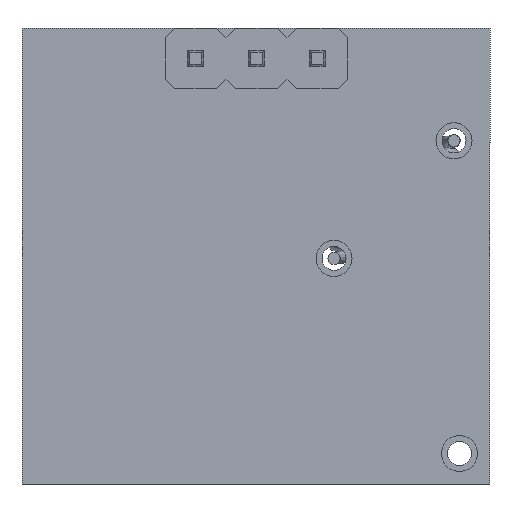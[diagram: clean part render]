
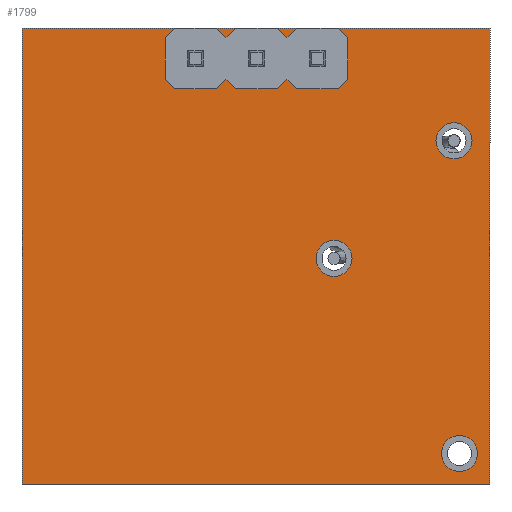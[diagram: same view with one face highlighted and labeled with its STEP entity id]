
A CAD part, front view. The second image highlights one B-rep face of the part: STEP entity #1799.
In plain terms, the highlighted planar face has unit normal (0, -1, 0).
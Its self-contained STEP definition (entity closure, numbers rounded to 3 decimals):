
#80 = CARTESIAN_POINT ( 'NONE',  ( 19.5, 0., 0. ) ) ;
#84 = CARTESIAN_POINT ( 'NONE',  ( 18.23, 0., -18.48 ) ) ;
#96 = CARTESIAN_POINT ( 'NONE',  ( 13., 0., -8.85 ) ) ;
#104 = CARTESIAN_POINT ( 'NONE',  ( 18.23, 0., -17.73 ) ) ;
#156 = CARTESIAN_POINT ( 'NONE',  ( 9.75, 0., -1.27 ) ) ;
#206 = EDGE_CURVE ( 'NONE', #4972, #5498, #5429, .T. ) ;
#323 = EDGE_LOOP ( 'NONE', ( #4218, #6298, #6296, #2278 ) ) ;
#437 = VERTEX_POINT ( 'NONE', #4521 ) ;
#474 = AXIS2_PLACEMENT_3D ( 'NONE', #5362, #1059, #4248 ) ;
#580 = CIRCLE ( 'NONE', #1418, 0.75 ) ;
#583 = ORIENTED_EDGE ( 'NONE', *, *, #6400, .T. ) ;
#777 = EDGE_LOOP ( 'NONE', ( #5249, #6482 ) ) ;
#779 = CARTESIAN_POINT ( 'NONE',  ( 18.23, 0., -17.73 ) ) ;
#794 = EDGE_LOOP ( 'NONE', ( #5649, #4867 ) ) ;
#826 = VERTEX_POINT ( 'NONE', #3577 ) ;
#947 = EDGE_CURVE ( 'NONE', #6545, #826, #5057, .T. ) ;
#1059 = DIRECTION ( 'NONE',  ( 0., 1., 0. ) ) ;
#1113 = CARTESIAN_POINT ( 'NONE',  ( 13., 0., -10.35 ) ) ;
#1194 = DIRECTION ( 'NONE',  ( 0., 0., 1. ) ) ;
#1211 = AXIS2_PLACEMENT_3D ( 'NONE', #3061, #4675, #5150 ) ;
#1269 = VERTEX_POINT ( 'NONE', #2749 ) ;
#1271 = LINE ( 'NONE', #4869, #4385 ) ;
#1277 = CARTESIAN_POINT ( 'NONE',  ( 12.29, 0., -2.02 ) ) ;
#1322 = ORIENTED_EDGE ( 'NONE', *, *, #2933, .T. ) ;
#1331 = AXIS2_PLACEMENT_3D ( 'NONE', #156, #5558, #3917 ) ;
#1375 = VECTOR ( 'NONE', #4394, 1000. ) ;
#1418 = AXIS2_PLACEMENT_3D ( 'NONE', #3491, #2906, #3001 ) ;
#1453 = CARTESIAN_POINT ( 'NONE',  ( 7.21, 0., -1.27 ) ) ;
#1587 = ORIENTED_EDGE ( 'NONE', *, *, #4493, .T. ) ;
#1619 = DIRECTION ( 'NONE',  ( 0., 1., 0. ) ) ;
#1757 = ORIENTED_EDGE ( 'NONE', *, *, #1895, .T. ) ;
#1799 = ADVANCED_FACE ( 'NONE', ( #5646, #2024, #4380, #3779, #6885, #5568, #3127 ), #4454, .F. ) ;
#1815 = CIRCLE ( 'NONE', #2506, 0.75 ) ;
#1855 = VERTEX_POINT ( 'NONE', #1277 ) ;
#1890 = LINE ( 'NONE', #80, #1375 ) ;
#1895 = EDGE_CURVE ( 'NONE', #5467, #1855, #580, .T. ) ;
#2024 = FACE_BOUND ( 'NONE', #777, .T. ) ;
#2034 = DIRECTION ( 'NONE',  ( 0., 0., 1. ) ) ;
#2056 = EDGE_CURVE ( 'NONE', #1855, #5467, #5311, .T. ) ;
#2278 = ORIENTED_EDGE ( 'NONE', *, *, #4116, .F. ) ;
#2341 = CIRCLE ( 'NONE', #5378, 0.75 ) ;
#2506 = AXIS2_PLACEMENT_3D ( 'NONE', #104, #1619, #4491 ) ;
#2547 = CARTESIAN_POINT ( 'NONE',  ( 13., 0., -9.6 ) ) ;
#2556 = VERTEX_POINT ( 'NONE', #3290 ) ;
#2605 = CIRCLE ( 'NONE', #4588, 0.75 ) ;
#2730 = DIRECTION ( 'NONE',  ( 0., 0., -1. ) ) ;
#2749 = CARTESIAN_POINT ( 'NONE',  ( 9.75, 0., -2.02 ) ) ;
#2772 = DIRECTION ( 'NONE',  ( 0., 1., 0. ) ) ;
#2867 = CIRCLE ( 'NONE', #1331, 0.75 ) ;
#2894 = EDGE_LOOP ( 'NONE', ( #583, #5904 ) ) ;
#2906 = DIRECTION ( 'NONE',  ( 0., 1., 0. ) ) ;
#2933 = EDGE_CURVE ( 'NONE', #2556, #4347, #6887, .T. ) ;
#3001 = DIRECTION ( 'NONE',  ( 0., 0., 1. ) ) ;
#3061 = CARTESIAN_POINT ( 'NONE',  ( 13., 0., -9.6 ) ) ;
#3100 = CARTESIAN_POINT ( 'NONE',  ( 12.29, 0., -0.52 ) ) ;
#3123 = CARTESIAN_POINT ( 'NONE',  ( 18., 0., -4.7 ) ) ;
#3127 = FACE_OUTER_BOUND ( 'NONE', #323, .T. ) ;
#3209 = VERTEX_POINT ( 'NONE', #3409 ) ;
#3250 = EDGE_CURVE ( 'NONE', #5498, #4972, #3416, .T. ) ;
#3275 = EDGE_CURVE ( 'NONE', #6234, #4865, #5841, .T. ) ;
#3290 = CARTESIAN_POINT ( 'NONE',  ( 18., 0., -5.45 ) ) ;
#3309 = DIRECTION ( 'NONE',  ( 0., 0., 1. ) ) ;
#3388 = CARTESIAN_POINT ( 'NONE',  ( 18.23, 0., -16.98 ) ) ;
#3409 = CARTESIAN_POINT ( 'NONE',  ( 0., 0., -19. ) ) ;
#3416 = CIRCLE ( 'NONE', #1211, 0.75 ) ;
#3491 = CARTESIAN_POINT ( 'NONE',  ( 12.29, 0., -1.27 ) ) ;
#3494 = CIRCLE ( 'NONE', #474, 0.75 ) ;
#3577 = CARTESIAN_POINT ( 'NONE',  ( 7.21, 0., -0.52 ) ) ;
#3581 = VECTOR ( 'NONE', #6725, 1000. ) ;
#3758 = AXIS2_PLACEMENT_3D ( 'NONE', #3123, #6837, #2034 ) ;
#3779 = FACE_BOUND ( 'NONE', #4353, .T. ) ;
#3824 = CARTESIAN_POINT ( 'NONE',  ( 18., 0., -3.95 ) ) ;
#3917 = DIRECTION ( 'NONE',  ( 0., 0., 1. ) ) ;
#3923 = DIRECTION ( 'NONE',  ( 0., 1., 0. ) ) ;
#3996 = DIRECTION ( 'NONE',  ( 0., 0., 1. ) ) ;
#4050 = DIRECTION ( 'NONE',  ( 0., 1., 0. ) ) ;
#4116 = EDGE_CURVE ( 'NONE', #4865, #437, #1890, .T. ) ;
#4189 = EDGE_CURVE ( 'NONE', #3209, #437, #1271, .T. ) ;
#4218 = ORIENTED_EDGE ( 'NONE', *, *, #3275, .F. ) ;
#4248 = DIRECTION ( 'NONE',  ( 0., 0., 1. ) ) ;
#4337 = VERTEX_POINT ( 'NONE', #84 ) ;
#4347 = VERTEX_POINT ( 'NONE', #3824 ) ;
#4353 = EDGE_LOOP ( 'NONE', ( #6962, #1587 ) ) ;
#4370 = DIRECTION ( 'NONE',  ( 0., 0., 1. ) ) ;
#4380 = FACE_BOUND ( 'NONE', #794, .T. ) ;
#4385 = VECTOR ( 'NONE', #6543, 1000. ) ;
#4394 = DIRECTION ( 'NONE',  ( 0., 0., -1. ) ) ;
#4454 = PLANE ( 'NONE',  #6224 ) ;
#4491 = DIRECTION ( 'NONE',  ( 0., 0., 1. ) ) ;
#4493 = EDGE_CURVE ( 'NONE', #1269, #6966, #2867, .T. ) ;
#4521 = CARTESIAN_POINT ( 'NONE',  ( 19.5, 0., -19. ) ) ;
#4588 = AXIS2_PLACEMENT_3D ( 'NONE', #4933, #5496, #1194 ) ;
#4607 = CARTESIAN_POINT ( 'NONE',  ( 7.21, 0., -2.02 ) ) ;
#4614 = LINE ( 'NONE', #5946, #5540 ) ;
#4675 = DIRECTION ( 'NONE',  ( 0., 1., 0. ) ) ;
#4757 = CIRCLE ( 'NONE', #3758, 0.75 ) ;
#4817 = EDGE_CURVE ( 'NONE', #826, #6545, #2605, .T. ) ;
#4865 = VERTEX_POINT ( 'NONE', #6454 ) ;
#4867 = ORIENTED_EDGE ( 'NONE', *, *, #947, .T. ) ;
#4869 = CARTESIAN_POINT ( 'NONE',  ( 0., 0., -19. ) ) ;
#4876 = AXIS2_PLACEMENT_3D ( 'NONE', #1453, #5239, #6282 ) ;
#4933 = CARTESIAN_POINT ( 'NONE',  ( 7.21, 0., -1.27 ) ) ;
#4941 = AXIS2_PLACEMENT_3D ( 'NONE', #5101, #4050, #5195 ) ;
#4972 = VERTEX_POINT ( 'NONE', #96 ) ;
#4979 = VERTEX_POINT ( 'NONE', #3388 ) ;
#4980 = EDGE_LOOP ( 'NONE', ( #1757, #6050 ) ) ;
#5057 = CIRCLE ( 'NONE', #4876, 0.75 ) ;
#5101 = CARTESIAN_POINT ( 'NONE',  ( 12.29, 0., -1.27 ) ) ;
#5150 = DIRECTION ( 'NONE',  ( 0., 0., 1. ) ) ;
#5195 = DIRECTION ( 'NONE',  ( 0., 0., 1. ) ) ;
#5239 = DIRECTION ( 'NONE',  ( 0., 1., 0. ) ) ;
#5249 = ORIENTED_EDGE ( 'NONE', *, *, #206, .T. ) ;
#5311 = CIRCLE ( 'NONE', #4941, 0.75 ) ;
#5362 = CARTESIAN_POINT ( 'NONE',  ( 9.75, 0., -1.27 ) ) ;
#5378 = AXIS2_PLACEMENT_3D ( 'NONE', #779, #6743, #3996 ) ;
#5429 = CIRCLE ( 'NONE', #5949, 0.75 ) ;
#5467 = VERTEX_POINT ( 'NONE', #3100 ) ;
#5490 = EDGE_CURVE ( 'NONE', #6234, #3209, #4614, .T. ) ;
#5496 = DIRECTION ( 'NONE',  ( 0., 1., 0. ) ) ;
#5498 = VERTEX_POINT ( 'NONE', #1113 ) ;
#5499 = CARTESIAN_POINT ( 'NONE',  ( 18., 0., -4.7 ) ) ;
#5540 = VECTOR ( 'NONE', #2730, 1000. ) ;
#5558 = DIRECTION ( 'NONE',  ( 0., 1., 0. ) ) ;
#5568 = FACE_BOUND ( 'NONE', #2894, .T. ) ;
#5646 = FACE_BOUND ( 'NONE', #5779, .T. ) ;
#5649 = ORIENTED_EDGE ( 'NONE', *, *, #4817, .T. ) ;
#5779 = EDGE_LOOP ( 'NONE', ( #6807, #1322 ) ) ;
#5841 = LINE ( 'NONE', #6795, #3581 ) ;
#5904 = ORIENTED_EDGE ( 'NONE', *, *, #6271, .T. ) ;
#5939 = CARTESIAN_POINT ( 'NONE',  ( 0., 0., 0. ) ) ;
#5946 = CARTESIAN_POINT ( 'NONE',  ( 0., 0., 0. ) ) ;
#5949 = AXIS2_PLACEMENT_3D ( 'NONE', #2547, #6857, #3309 ) ;
#6034 = DIRECTION ( 'NONE',  ( 0., 0., 1. ) ) ;
#6050 = ORIENTED_EDGE ( 'NONE', *, *, #2056, .T. ) ;
#6224 = AXIS2_PLACEMENT_3D ( 'NONE', #6525, #3923, #6034 ) ;
#6234 = VERTEX_POINT ( 'NONE', #5939 ) ;
#6271 = EDGE_CURVE ( 'NONE', #4337, #4979, #1815, .T. ) ;
#6282 = DIRECTION ( 'NONE',  ( 0., 0., 1. ) ) ;
#6296 = ORIENTED_EDGE ( 'NONE', *, *, #4189, .T. ) ;
#6298 = ORIENTED_EDGE ( 'NONE', *, *, #5490, .T. ) ;
#6400 = EDGE_CURVE ( 'NONE', #4979, #4337, #2341, .T. ) ;
#6454 = CARTESIAN_POINT ( 'NONE',  ( 19.5, 0., 0. ) ) ;
#6482 = ORIENTED_EDGE ( 'NONE', *, *, #3250, .T. ) ;
#6525 = CARTESIAN_POINT ( 'NONE',  ( 0., 0., 0. ) ) ;
#6543 = DIRECTION ( 'NONE',  ( 1., 0., 0. ) ) ;
#6545 = VERTEX_POINT ( 'NONE', #4607 ) ;
#6560 = EDGE_CURVE ( 'NONE', #4347, #2556, #4757, .T. ) ;
#6602 = AXIS2_PLACEMENT_3D ( 'NONE', #5499, #2772, #4370 ) ;
#6616 = CARTESIAN_POINT ( 'NONE',  ( 9.75, 0., -0.52 ) ) ;
#6701 = EDGE_CURVE ( 'NONE', #6966, #1269, #3494, .T. ) ;
#6725 = DIRECTION ( 'NONE',  ( 1., 0., 0. ) ) ;
#6743 = DIRECTION ( 'NONE',  ( 0., 1., 0. ) ) ;
#6795 = CARTESIAN_POINT ( 'NONE',  ( 0., 0., 0. ) ) ;
#6807 = ORIENTED_EDGE ( 'NONE', *, *, #6560, .T. ) ;
#6837 = DIRECTION ( 'NONE',  ( 0., 1., 0. ) ) ;
#6857 = DIRECTION ( 'NONE',  ( 0., 1., 0. ) ) ;
#6885 = FACE_BOUND ( 'NONE', #4980, .T. ) ;
#6887 = CIRCLE ( 'NONE', #6602, 0.75 ) ;
#6962 = ORIENTED_EDGE ( 'NONE', *, *, #6701, .T. ) ;
#6966 = VERTEX_POINT ( 'NONE', #6616 ) ;
